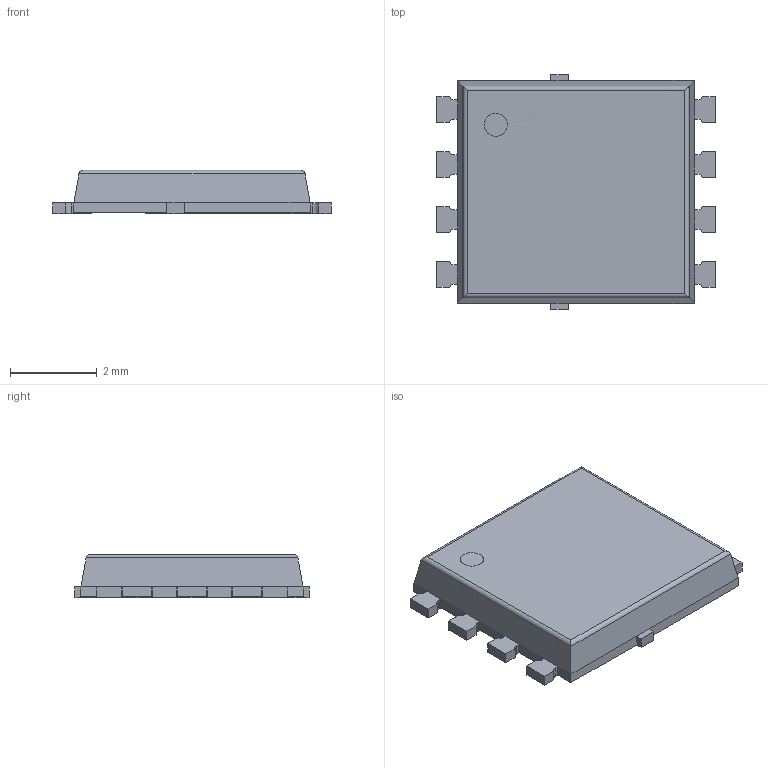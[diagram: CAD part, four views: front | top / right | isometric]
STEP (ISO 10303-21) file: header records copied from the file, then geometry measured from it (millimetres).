
FILE_DESCRIPTION(/* description */ ('Unknown'),/* implementation_level */ '2;1');
FILE_NAME(/* name */ 'IAUCN10S7N021ATMA1',/* time_stamp */ '2024-09-23T08:27:12+02:00',/* author */ ('Unknown'),/* organization */ ('Unknown'),/* preprocessor_version */ 'ST-DEVELOPER v19.4',/* originating_system */ 'Solid Edge',/* authorisation */ 'Unknown');
FILE_SCHEMA (('AUTOMOTIVE_DESIGN {1 0 10303 214 3 1 1}'));
Length unit declared in the file: millimetre
Products named in the file (1): IAUCN10S7N021ATMA1
Bounding box: 6.44 x 5.41 x 1 mm (x, y, z)
Volume: 27.3 mm3; surface area: 81 mm2
Topology: 1 solids, 1 shells, 171 faces, 477 edges, 309 vertices
Faces by surface type: plane 127, cylinder 44
Entity records: 6665 total; most frequent: CARTESIAN_POINT 976, ORIENTED_EDGE 954, DIRECTION 912, EDGE_CURVE 477, LINE 384, VECTOR 384, VERTEX_POINT 309, AXIS2_PLACEMENT_3D 264
